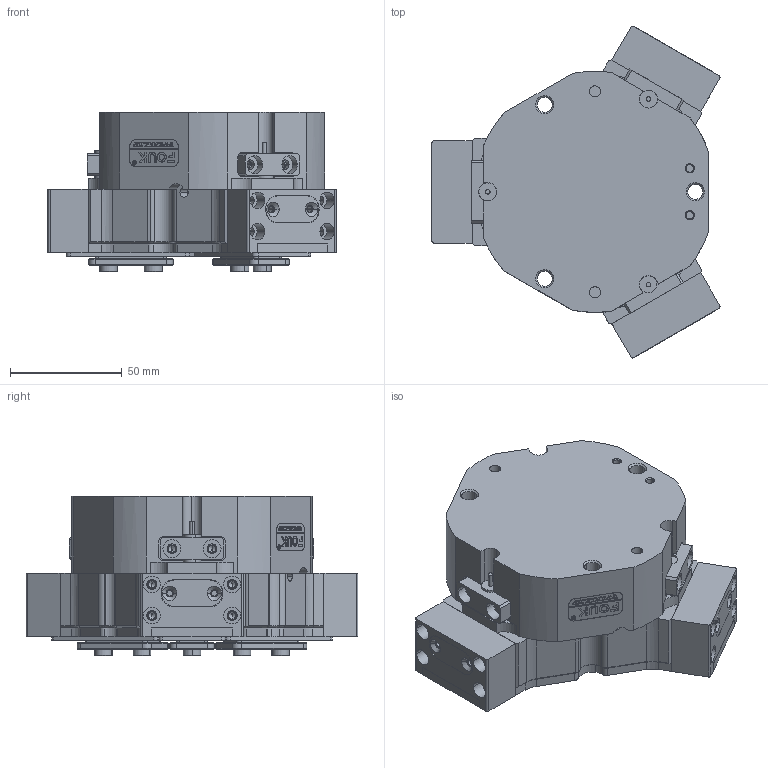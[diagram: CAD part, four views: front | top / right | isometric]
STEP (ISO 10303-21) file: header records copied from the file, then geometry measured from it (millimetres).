
FILE_DESCRIPTION (( 'STEP AP203' ), '1' );
FILE_NAME ('TZ75-119-P.STEP', '2024-12-05T08:11:43', ( 'USER-' ), ( 'Microsoft' ), 'SwSTEP 2.0', 'SolidWorks 2018', '' );
FILE_SCHEMA (( 'CONFIG_CONTROL_DESIGN' ));
Length unit declared in the file: millimetre
Products named in the file (27): 揤輸蚾饜极; TZ75-119-C30-P杅耀.sldasm-Part-32; TZ75-119-C30-P杅耀.sldasm-Part-5; TZ75-119-C30-P杅耀.sldasm-Part-21; TZ75-119-P; 埴翐芛_GB_FASTENER_SCREWS_HSHCS M2X8-N; TZ75-119-C30-P杅耀.sldasm-Part-16; TZ75-119-C30-P杅耀.sldasm-Part-1; TZ75-119-C30-P杅耀.sldasm-Part-10; TZ75-119-C30-P杅耀.sldasm-Part-15; TZ75-119-C30-P杅耀.sldasm-Part-23; TZ75-119-C30-P杅耀.sldasm-Part-6; TZ75-119-C30-P杅耀.sldasm-Part-27; 揤輸杅耀.sldasm-Part-9; TZ75-119-C30-P杅耀.sldasm-Part-22; TZ75-119-C30-P杅耀.sldasm-Part-11; TZ75-119-C30-P杅耀.sldasm-Part-2; 25x12-R3; TZ75-119-C30-P杅耀.sldasm-Part-26; TZ75-119-C30-P杅耀.sldasm-Part-24; TZ75-119-C30-P杅耀.sldasm-Part-30; TZ75-119-C30-P杅耀.sldasm-Part-14; TZ75-119-C30-P杅耀.sldasm-Part-13; TZ75-119-C30-P杅耀.sldasm-Part-19; TZ75-119-C30-P杅耀.sldasm-Part-7; TZ75-119-C30-P杅耀.sldasm-Part-20; TZ75-119-C30-P杅耀.sldasm-Part-29
Assembly tree (36 placements, depth 3):
  TZ75-119-P
    TZ75-119-C30-P杅耀.sldasm-Part-1
    TZ75-119-C30-P杅耀.sldasm-Part-2
    TZ75-119-C30-P杅耀.sldasm-Part-5
    TZ75-119-C30-P杅耀.sldasm-Part-6
    TZ75-119-C30-P杅耀.sldasm-Part-7
    TZ75-119-C30-P杅耀.sldasm-Part-10
    TZ75-119-C30-P杅耀.sldasm-Part-11
    TZ75-119-C30-P杅耀.sldasm-Part-13
    TZ75-119-C30-P杅耀.sldasm-Part-14  x3
    TZ75-119-C30-P杅耀.sldasm-Part-15
    TZ75-119-C30-P杅耀.sldasm-Part-16
    TZ75-119-C30-P杅耀.sldasm-Part-19
    TZ75-119-C30-P杅耀.sldasm-Part-20
    TZ75-119-C30-P杅耀.sldasm-Part-21  x2
    TZ75-119-C30-P杅耀.sldasm-Part-22
    TZ75-119-C30-P杅耀.sldasm-Part-23
    TZ75-119-C30-P杅耀.sldasm-Part-24
    TZ75-119-C30-P杅耀.sldasm-Part-26
    TZ75-119-C30-P杅耀.sldasm-Part-27
    TZ75-119-C30-P杅耀.sldasm-Part-29
    TZ75-119-C30-P杅耀.sldasm-Part-30  x3
    TZ75-119-C30-P杅耀.sldasm-Part-32  x3
    25x12-R3
    揤輸蚾饜极  x3
      揤輸杅耀.sldasm-Part-9
      埴翐芛_GB_FASTENER_SCREWS_HSHCS M2X8-N
Bounding box: 129.05 x 148.71 x 71.5 mm (x, y, z)
Volume: 558865.7 mm3; surface area: 146488.6 mm2
Topology: 39 solids, 47 shells, 2171 faces, 5528 edges, 3481 vertices
Faces by surface type: plane 970, cylinder 665, cone 369, bspline 155, torus 12
Entity records: 58208 total; most frequent: CARTESIAN_POINT 14904, ORIENTED_EDGE 8352, DIRECTION 8245, EDGE_CURVE 4176, AXIS2_PLACEMENT_3D 2841, VERTEX_POINT 2672, LINE 2563, VECTOR 2563
